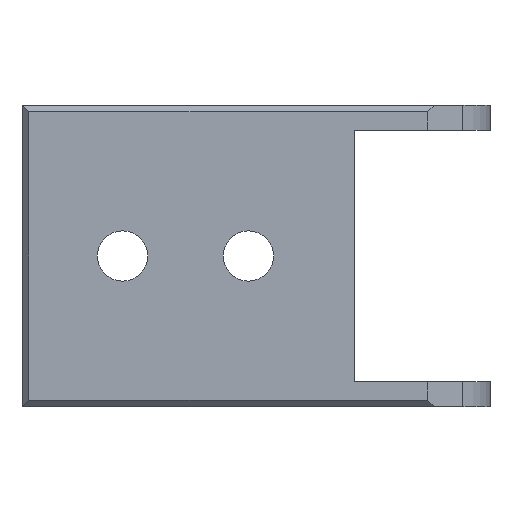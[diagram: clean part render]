
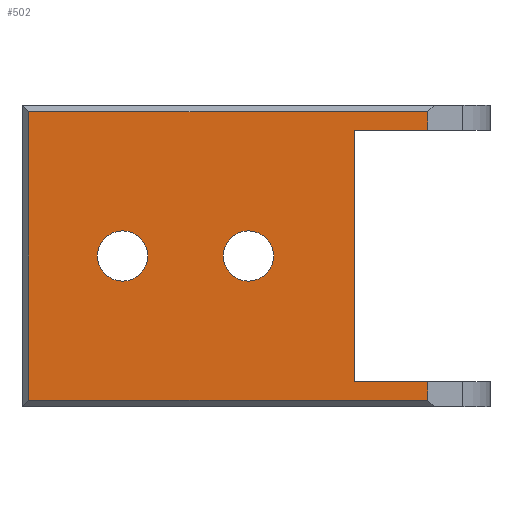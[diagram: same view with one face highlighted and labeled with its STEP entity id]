
A CAD part, front view. The second image highlights one B-rep face of the part: STEP entity #502.
In plain terms, the highlighted planar face has unit normal (0, -1, 0).
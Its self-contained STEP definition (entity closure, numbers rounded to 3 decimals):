
#2 = CARTESIAN_POINT ( 'NONE',  ( 2.27, -7.62, 0.5 ) ) ;
#35 = EDGE_CURVE ( 'NONE', #793, #810, #457, .T. ) ;
#41 = EDGE_LOOP ( 'NONE', ( #437, #1001 ) ) ;
#55 = AXIS2_PLACEMENT_3D ( 'NONE', #948, #238, #1190 ) ;
#66 = EDGE_CURVE ( 'NONE', #762, #475, #554, .T. ) ;
#83 = DIRECTION ( 'NONE',  ( -1., 0., 0. ) ) ;
#88 = CIRCLE ( 'NONE', #398, 1.905 ) ;
#95 = CARTESIAN_POINT ( 'NONE',  ( -3.304, -7.62, 22.86 ) ) ;
#98 = EDGE_CURVE ( 'NONE', #811, #1202, #325, .T. ) ;
#112 = EDGE_LOOP ( 'NONE', ( #825, #983 ) ) ;
#121 = DIRECTION ( 'NONE',  ( 0., 0., -1. ) ) ;
#128 = AXIS2_PLACEMENT_3D ( 'NONE', #1117, #270, #1021 ) ;
#135 = DIRECTION ( 'NONE',  ( 0., -1., 0. ) ) ;
#153 = ORIENTED_EDGE ( 'NONE', *, *, #1040, .T. ) ;
#167 = VERTEX_POINT ( 'NONE', #766 ) ;
#174 = CARTESIAN_POINT ( 'NONE',  ( 0., -7.62, 22.36 ) ) ;
#192 = FACE_BOUND ( 'NONE', #41, .T. ) ;
#207 = LINE ( 'NONE', #305, #1003 ) ;
#218 = DIRECTION ( 'NONE',  ( 0., -1., 0. ) ) ;
#230 = CARTESIAN_POINT ( 'NONE',  ( 2.27, -7.62, 0.5 ) ) ;
#238 = DIRECTION ( 'NONE',  ( 0., -1., 0. ) ) ;
#249 = VERTEX_POINT ( 'NONE', #2 ) ;
#266 = VERTEX_POINT ( 'NONE', #603 ) ;
#270 = DIRECTION ( 'NONE',  ( 0., -1., 0. ) ) ;
#278 = AXIS2_PLACEMENT_3D ( 'NONE', #924, #828, #1016 ) ;
#287 = CARTESIAN_POINT ( 'NONE',  ( -27.954, -7.62, 22.36 ) ) ;
#290 = ORIENTED_EDGE ( 'NONE', *, *, #381, .F. ) ;
#293 = EDGE_CURVE ( 'NONE', #972, #167, #88, .T. ) ;
#295 = VECTOR ( 'NONE', #1069, 1000. ) ;
#305 = CARTESIAN_POINT ( 'NONE',  ( 2.27, -7.62, 22.86 ) ) ;
#319 = LINE ( 'NONE', #1048, #490 ) ;
#325 = CIRCLE ( 'NONE', #128, 1.905 ) ;
#327 = ORIENTED_EDGE ( 'NONE', *, *, #35, .F. ) ;
#334 = EDGE_CURVE ( 'NONE', #266, #684, #596, .T. ) ;
#338 = CIRCLE ( 'NONE', #1023, 1.905 ) ;
#380 = EDGE_CURVE ( 'NONE', #810, #266, #969, .T. ) ;
#381 = EDGE_CURVE ( 'NONE', #762, #793, #207, .T. ) ;
#394 = CIRCLE ( 'NONE', #278, 1.905 ) ;
#398 = AXIS2_PLACEMENT_3D ( 'NONE', #871, #218, #878 ) ;
#417 = CARTESIAN_POINT ( 'NONE',  ( -13.209, -7.62, 11.43 ) ) ;
#434 = VERTEX_POINT ( 'NONE', #760 ) ;
#437 = ORIENTED_EDGE ( 'NONE', *, *, #98, .F. ) ;
#444 = CARTESIAN_POINT ( 'NONE',  ( 2.27, -7.62, 22.36 ) ) ;
#447 = EDGE_LOOP ( 'NONE', ( #153, #636, #664, #539, #1166, #327, #290, #514 ) ) ;
#457 = LINE ( 'NONE', #842, #1047 ) ;
#475 = VERTEX_POINT ( 'NONE', #287 ) ;
#481 = DIRECTION ( 'NONE',  ( 0., 0., -1. ) ) ;
#488 = FACE_OUTER_BOUND ( 'NONE', #447, .T. ) ;
#490 = VECTOR ( 'NONE', #1161, 1000. ) ;
#502 = ADVANCED_FACE ( 'NONE', ( #565, #192, #488 ), #571, .T. ) ;
#514 = ORIENTED_EDGE ( 'NONE', *, *, #66, .T. ) ;
#539 = ORIENTED_EDGE ( 'NONE', *, *, #334, .F. ) ;
#554 = LINE ( 'NONE', #174, #745 ) ;
#565 = FACE_BOUND ( 'NONE', #112, .T. ) ;
#571 = PLANE ( 'NONE',  #55 ) ;
#575 = CARTESIAN_POINT ( 'NONE',  ( -18.929, -7.62, 11.43 ) ) ;
#579 = DIRECTION ( 'NONE',  ( 0., 0., -1. ) ) ;
#583 = EDGE_CURVE ( 'NONE', #434, #249, #1074, .T. ) ;
#596 = LINE ( 'NONE', #698, #295 ) ;
#603 = CARTESIAN_POINT ( 'NONE',  ( -3.304, -7.62, 1.905 ) ) ;
#636 = ORIENTED_EDGE ( 'NONE', *, *, #583, .T. ) ;
#651 = EDGE_CURVE ( 'NONE', #1202, #811, #338, .T. ) ;
#653 = DIRECTION ( 'NONE',  ( -1., 0., 0. ) ) ;
#664 = ORIENTED_EDGE ( 'NONE', *, *, #1209, .F. ) ;
#684 = VERTEX_POINT ( 'NONE', #957 ) ;
#698 = CARTESIAN_POINT ( 'NONE',  ( 0., -7.62, 1.905 ) ) ;
#745 = VECTOR ( 'NONE', #653, 1000. ) ;
#760 = CARTESIAN_POINT ( 'NONE',  ( -27.954, -7.62, 0.5 ) ) ;
#762 = VERTEX_POINT ( 'NONE', #444 ) ;
#766 = CARTESIAN_POINT ( 'NONE',  ( -22.739, -7.62, 11.43 ) ) ;
#790 = DIRECTION ( 'NONE',  ( 1., 0., 0. ) ) ;
#793 = VERTEX_POINT ( 'NONE', #816 ) ;
#810 = VERTEX_POINT ( 'NONE', #913 ) ;
#811 = VERTEX_POINT ( 'NONE', #1206 ) ;
#816 = CARTESIAN_POINT ( 'NONE',  ( 2.27, -7.62, 20.955 ) ) ;
#823 = EDGE_CURVE ( 'NONE', #167, #972, #394, .T. ) ;
#825 = ORIENTED_EDGE ( 'NONE', *, *, #293, .F. ) ;
#828 = DIRECTION ( 'NONE',  ( 0., -1., 0. ) ) ;
#842 = CARTESIAN_POINT ( 'NONE',  ( 0., -7.62, 20.955 ) ) ;
#871 = CARTESIAN_POINT ( 'NONE',  ( -20.834, -7.62, 11.43 ) ) ;
#878 = DIRECTION ( 'NONE',  ( 1., 0., 0. ) ) ;
#894 = VECTOR ( 'NONE', #579, 1000. ) ;
#913 = CARTESIAN_POINT ( 'NONE',  ( -3.304, -7.62, 20.955 ) ) ;
#924 = CARTESIAN_POINT ( 'NONE',  ( -20.834, -7.62, 11.43 ) ) ;
#948 = CARTESIAN_POINT ( 'NONE',  ( 0., -7.62, 22.86 ) ) ;
#957 = CARTESIAN_POINT ( 'NONE',  ( 2.27, -7.62, 1.905 ) ) ;
#969 = LINE ( 'NONE', #95, #1203 ) ;
#972 = VERTEX_POINT ( 'NONE', #575 ) ;
#983 = ORIENTED_EDGE ( 'NONE', *, *, #823, .F. ) ;
#1001 = ORIENTED_EDGE ( 'NONE', *, *, #651, .F. ) ;
#1003 = VECTOR ( 'NONE', #121, 1000. ) ;
#1016 = DIRECTION ( 'NONE',  ( 1., 0., 0. ) ) ;
#1021 = DIRECTION ( 'NONE',  ( 1., 0., 0. ) ) ;
#1023 = AXIS2_PLACEMENT_3D ( 'NONE', #1062, #135, #790 ) ;
#1040 = EDGE_CURVE ( 'NONE', #475, #434, #319, .T. ) ;
#1047 = VECTOR ( 'NONE', #83, 1000. ) ;
#1048 = CARTESIAN_POINT ( 'NONE',  ( -27.954, -7.62, 22.86 ) ) ;
#1059 = CARTESIAN_POINT ( 'NONE',  ( 2.27, -7.62, 22.86 ) ) ;
#1062 = CARTESIAN_POINT ( 'NONE',  ( -11.304, -7.62, 11.43 ) ) ;
#1067 = DIRECTION ( 'NONE',  ( 1., 0., 0. ) ) ;
#1069 = DIRECTION ( 'NONE',  ( 1., 0., 0. ) ) ;
#1074 = LINE ( 'NONE', #230, #1224 ) ;
#1117 = CARTESIAN_POINT ( 'NONE',  ( -11.304, -7.62, 11.43 ) ) ;
#1161 = DIRECTION ( 'NONE',  ( 0., 0., -1. ) ) ;
#1166 = ORIENTED_EDGE ( 'NONE', *, *, #380, .F. ) ;
#1173 = LINE ( 'NONE', #1059, #894 ) ;
#1190 = DIRECTION ( 'NONE',  ( 1., 0., 0. ) ) ;
#1202 = VERTEX_POINT ( 'NONE', #417 ) ;
#1203 = VECTOR ( 'NONE', #481, 1000. ) ;
#1206 = CARTESIAN_POINT ( 'NONE',  ( -9.399, -7.62, 11.43 ) ) ;
#1209 = EDGE_CURVE ( 'NONE', #684, #249, #1173, .T. ) ;
#1224 = VECTOR ( 'NONE', #1067, 1000. ) ;
